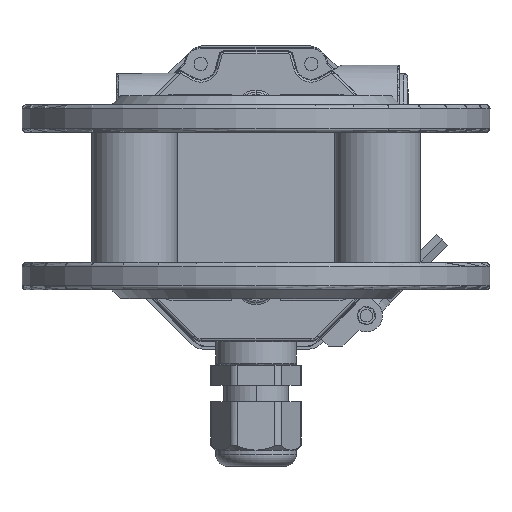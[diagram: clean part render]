
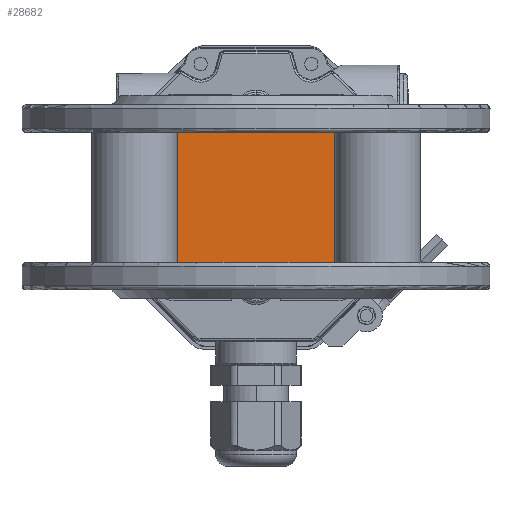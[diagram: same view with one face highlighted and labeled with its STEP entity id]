
A CAD part, front view. The second image highlights one B-rep face of the part: STEP entity #28682.
In plain terms, the highlighted planar face has unit normal (0, -1, 0).
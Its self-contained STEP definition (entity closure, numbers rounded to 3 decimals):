
#1380=PLANE('',#30675);
#4322=ORIENTED_EDGE('',*,*,#12549,.F.);
#4323=ORIENTED_EDGE('',*,*,#12568,.T.);
#4324=ORIENTED_EDGE('',*,*,#12558,.F.);
#4325=ORIENTED_EDGE('',*,*,#12569,.F.);
#12549=EDGE_CURVE('',#16732,#16733,#19381,.T.);
#12558=EDGE_CURVE('',#16738,#16739,#19385,.T.);
#12568=EDGE_CURVE('',#16732,#16739,#19388,.T.);
#12569=EDGE_CURVE('',#16733,#16738,#19389,.T.);
#16732=VERTEX_POINT('',#45752);
#16733=VERTEX_POINT('',#45754);
#16738=VERTEX_POINT('',#45770);
#16739=VERTEX_POINT('',#45772);
#19381=LINE('',#45753,#21258);
#19385=LINE('',#45771,#21262);
#19388=LINE('',#45792,#21265);
#19389=LINE('',#45794,#21266);
#21258=VECTOR('',#34568,1000.);
#21262=VECTOR('',#34588,1000.);
#21265=VECTOR('',#34615,1000.);
#21266=VECTOR('',#34618,1000.);
#23104=EDGE_LOOP('',(#4322,#4323,#4324,#4325));
#25034=FACE_BOUND('',#23104,.T.);
#28682=ADVANCED_FACE('',(#25034),#1380,.T.);
#30675=AXIS2_PLACEMENT_3D('',#45796,#34620,#34621);
#34568=DIRECTION('',(1.,0.,0.));
#34588=DIRECTION('',(-1.,0.,0.));
#34615=DIRECTION('',(0.,0.,-1.));
#34618=DIRECTION('',(0.,0.,-1.));
#34620=DIRECTION('',(0.,-1.,0.));
#34621=DIRECTION('',(0.,0.,-1.));
#45752=CARTESIAN_POINT('',(-19.901,-27.,0.));
#45753=CARTESIAN_POINT('',(0.,-27.,0.));
#45754=CARTESIAN_POINT('',(19.901,-27.,0.));
#45770=CARTESIAN_POINT('',(19.901,-27.,-32.2));
#45771=CARTESIAN_POINT('',(0.,-27.,-32.2));
#45772=CARTESIAN_POINT('',(-19.901,-27.,-32.2));
#45792=CARTESIAN_POINT('',(-19.901,-27.,0.));
#45794=CARTESIAN_POINT('',(19.901,-27.,0.));
#45796=CARTESIAN_POINT('',(-19.901,-27.,0.));
